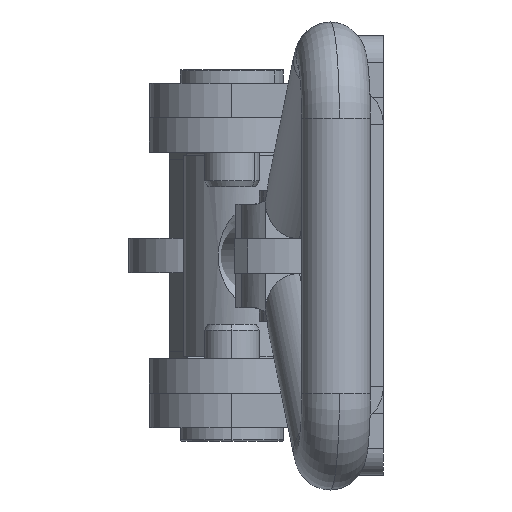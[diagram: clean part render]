
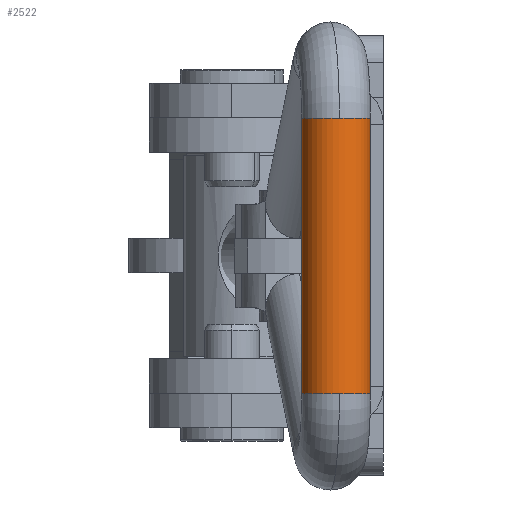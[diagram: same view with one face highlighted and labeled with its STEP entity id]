
A CAD part, left-side view. The second image highlights one B-rep face of the part: STEP entity #2522.
In plain terms, the highlighted cylindrical face has radius 2.5 mm (diameter 5 mm), a partial arc.
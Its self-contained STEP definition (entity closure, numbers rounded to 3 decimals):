
#51 = VECTOR ( 'NONE', #6382, 1000. ) ;
#224 = CYLINDRICAL_SURFACE ( 'NONE', #1121, 2.5 ) ;
#254 = ORIENTED_EDGE ( 'NONE', *, *, #319, .T. ) ;
#307 = EDGE_LOOP ( 'NONE', ( #4644, #5961, #2598, #254, #3988, #6416 ) ) ;
#319 = EDGE_CURVE ( 'NONE', #5021, #4401, #3324, .T. ) ;
#456 = AXIS2_PLACEMENT_3D ( 'NONE', #6309, #1848, #5073 ) ;
#463 = DIRECTION ( 'NONE',  ( 0., -1., 0. ) ) ;
#579 = FACE_OUTER_BOUND ( 'NONE', #307, .T. ) ;
#583 = EDGE_CURVE ( 'NONE', #4450, #5106, #3459, .T. ) ;
#601 = CARTESIAN_POINT ( 'NONE',  ( -10., 34., 0. ) ) ;
#692 = VERTEX_POINT ( 'NONE', #3680 ) ;
#965 = CARTESIAN_POINT ( 'NONE',  ( -10., 31.5, -2.5 ) ) ;
#1121 = AXIS2_PLACEMENT_3D ( 'NONE', #4151, #3714, #3508 ) ;
#1829 = DIRECTION ( 'NONE',  ( 0., -1., 0. ) ) ;
#1836 = EDGE_CURVE ( 'NONE', #692, #5021, #2040, .T. ) ;
#1848 = DIRECTION ( 'NONE',  ( -1., 0., 0. ) ) ;
#2040 = CIRCLE ( 'NONE', #3720, 2.5 ) ;
#2085 = AXIS2_PLACEMENT_3D ( 'NONE', #6469, #2804, #1829 ) ;
#2126 = LINE ( 'NONE', #965, #5966 ) ;
#2174 = CARTESIAN_POINT ( 'NONE',  ( 10., 34., 0. ) ) ;
#2205 = EDGE_CURVE ( 'NONE', #5582, #4401, #2126, .T. ) ;
#2389 = CARTESIAN_POINT ( 'NONE',  ( 10., 31.5, -2.5 ) ) ;
#2438 = DIRECTION ( 'NONE',  ( 1., 0., 0. ) ) ;
#2522 = ADVANCED_FACE ( 'NONE', ( #579 ), #224, .T. ) ;
#2598 = ORIENTED_EDGE ( 'NONE', *, *, #1836, .T. ) ;
#2804 = DIRECTION ( 'NONE',  ( -1., 0., 0. ) ) ;
#3010 = EDGE_CURVE ( 'NONE', #5106, #5582, #4861, .T. ) ;
#3126 = CARTESIAN_POINT ( 'NONE',  ( 10., 31.5, 0. ) ) ;
#3139 = DIRECTION ( 'NONE',  ( -1., 0., 0. ) ) ;
#3242 = DIRECTION ( 'NONE',  ( 0., -1., 0. ) ) ;
#3267 = LINE ( 'NONE', #6122, #51 ) ;
#3324 = CIRCLE ( 'NONE', #3394, 2.5 ) ;
#3330 = CARTESIAN_POINT ( 'NONE',  ( -10., 31.5, 2.5 ) ) ;
#3394 = AXIS2_PLACEMENT_3D ( 'NONE', #3706, #6410, #463 ) ;
#3459 = CIRCLE ( 'NONE', #456, 2.5 ) ;
#3508 = DIRECTION ( 'NONE',  ( 0., 0., -1. ) ) ;
#3680 = CARTESIAN_POINT ( 'NONE',  ( 10., 31.5, 2.5 ) ) ;
#3706 = CARTESIAN_POINT ( 'NONE',  ( 10., 31.5, 0. ) ) ;
#3714 = DIRECTION ( 'NONE',  ( 1., 0., 0. ) ) ;
#3720 = AXIS2_PLACEMENT_3D ( 'NONE', #3126, #3139, #3242 ) ;
#3988 = ORIENTED_EDGE ( 'NONE', *, *, #2205, .F. ) ;
#4018 = CARTESIAN_POINT ( 'NONE',  ( -10., 31.5, -2.5 ) ) ;
#4151 = CARTESIAN_POINT ( 'NONE',  ( -10., 31.5, 0. ) ) ;
#4401 = VERTEX_POINT ( 'NONE', #2389 ) ;
#4450 = VERTEX_POINT ( 'NONE', #3330 ) ;
#4644 = ORIENTED_EDGE ( 'NONE', *, *, #583, .F. ) ;
#4800 = EDGE_CURVE ( 'NONE', #4450, #692, #3267, .T. ) ;
#4861 = CIRCLE ( 'NONE', #2085, 2.5 ) ;
#5021 = VERTEX_POINT ( 'NONE', #2174 ) ;
#5073 = DIRECTION ( 'NONE',  ( 0., -1., 0. ) ) ;
#5106 = VERTEX_POINT ( 'NONE', #601 ) ;
#5582 = VERTEX_POINT ( 'NONE', #4018 ) ;
#5961 = ORIENTED_EDGE ( 'NONE', *, *, #4800, .T. ) ;
#5966 = VECTOR ( 'NONE', #2438, 1000. ) ;
#6122 = CARTESIAN_POINT ( 'NONE',  ( -10., 31.5, 2.5 ) ) ;
#6309 = CARTESIAN_POINT ( 'NONE',  ( -10., 31.5, 0. ) ) ;
#6382 = DIRECTION ( 'NONE',  ( 1., 0., 0. ) ) ;
#6410 = DIRECTION ( 'NONE',  ( -1., 0., 0. ) ) ;
#6416 = ORIENTED_EDGE ( 'NONE', *, *, #3010, .F. ) ;
#6469 = CARTESIAN_POINT ( 'NONE',  ( -10., 31.5, 0. ) ) ;
